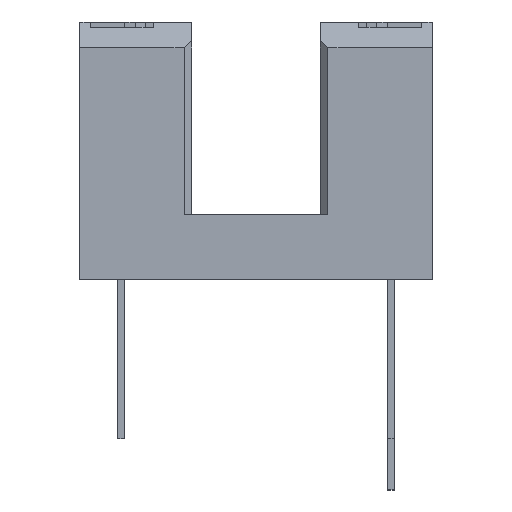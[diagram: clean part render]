
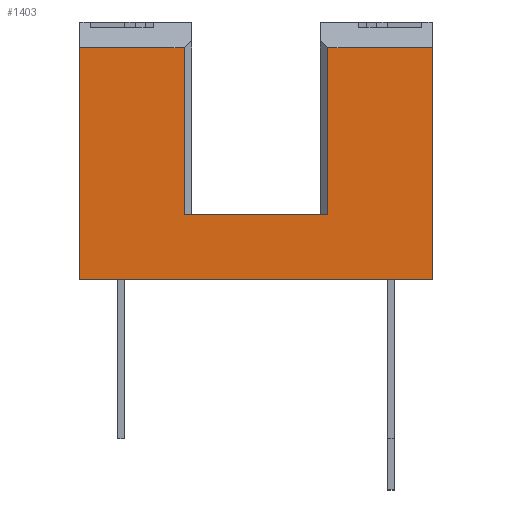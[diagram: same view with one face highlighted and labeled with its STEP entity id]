
A CAD part, top view. The second image highlights one B-rep face of the part: STEP entity #1403.
In plain terms, the highlighted planar face has unit normal (0, 0, 1).
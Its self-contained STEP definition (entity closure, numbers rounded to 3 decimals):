
#39 = EDGE_CURVE ( 'NONE', #534, #405, #1424, .T. ) ;
#72 = VERTEX_POINT ( 'NONE', #1436 ) ;
#165 = ORIENTED_EDGE ( 'NONE', *, *, #460, .T. ) ;
#168 = VERTEX_POINT ( 'NONE', #1527 ) ;
#283 = EDGE_CURVE ( 'NONE', #1400, #72, #2006, .T. ) ;
#288 = EDGE_CURVE ( 'NONE', #168, #1130, #2027, .T. ) ;
#301 = VERTEX_POINT ( 'NONE', #2091 ) ;
#370 = EDGE_LOOP ( 'NONE', ( #1289, #1168, #541, #444, #545, #898, #165, #961 ) ) ;
#405 = VERTEX_POINT ( 'NONE', #860 ) ;
#444 = ORIENTED_EDGE ( 'NONE', *, *, #283, .T. ) ;
#460 = EDGE_CURVE ( 'NONE', #168, #534, #1076, .T. ) ;
#534 = VERTEX_POINT ( 'NONE', #2177 ) ;
#541 = ORIENTED_EDGE ( 'NONE', *, *, #1190, .T. ) ;
#545 = ORIENTED_EDGE ( 'NONE', *, *, #1277, .T. ) ;
#546 = EDGE_CURVE ( 'NONE', #1161, #301, #2265, .T. ) ;
#557 = EDGE_CURVE ( 'NONE', #1161, #405, #2343, .T. ) ;
#860 = CARTESIAN_POINT ( 'NONE',  ( 8.05, 2.5, 1.25 ) ) ;
#898 = ORIENTED_EDGE ( 'NONE', *, *, #288, .F. ) ;
#961 = ORIENTED_EDGE ( 'NONE', *, *, #39, .T. ) ;
#1065 = CARTESIAN_POINT ( 'NONE',  ( -1.6, 9., 1.25 ) ) ;
#1070 = FACE_OUTER_BOUND ( 'NONE', #370, .T. ) ;
#1071 = PLANE ( 'NONE',  #1072 ) ;
#1072 = AXIS2_PLACEMENT_3D ( 'NONE', #1073, #1074, #1075 ) ;
#1073 = CARTESIAN_POINT ( 'NONE',  ( -1.6, 10., 1.25 ) ) ;
#1074 = DIRECTION ( 'NONE',  ( 0., 0., -1. ) ) ;
#1075 = DIRECTION ( 'NONE',  ( -1., 0., 0. ) ) ;
#1076 = LINE ( 'NONE', #1077, #1078 ) ;
#1077 = CARTESIAN_POINT ( 'NONE',  ( -1.6, 9., 1.25 ) ) ;
#1078 = VECTOR ( 'NONE', #1079, 1000. ) ;
#1079 = DIRECTION ( 'NONE',  ( -1., 0., 0. ) ) ;
#1130 = VERTEX_POINT ( 'NONE', #1428 ) ;
#1161 = VERTEX_POINT ( 'NONE', #1491 ) ;
#1168 = ORIENTED_EDGE ( 'NONE', *, *, #546, .T. ) ;
#1190 = EDGE_CURVE ( 'NONE', #301, #1400, #1600, .T. ) ;
#1277 = EDGE_CURVE ( 'NONE', #72, #1130, #2079, .T. ) ;
#1289 = ORIENTED_EDGE ( 'NONE', *, *, #557, .F. ) ;
#1400 = VERTEX_POINT ( 'NONE', #1065 ) ;
#1403 = ADVANCED_FACE ( 'NONE', ( #1070 ), #1071, .F. ) ;
#1424 = LINE ( 'NONE', #1425, #1426 ) ;
#1425 = CARTESIAN_POINT ( 'NONE',  ( 8.05, 10., 1.25 ) ) ;
#1426 = VECTOR ( 'NONE', #1427, 1000. ) ;
#1427 = DIRECTION ( 'NONE',  ( 0., -1., 0. ) ) ;
#1428 = CARTESIAN_POINT ( 'NONE',  ( 12.1, 0., 1.25 ) ) ;
#1436 = CARTESIAN_POINT ( 'NONE',  ( -1.6, 0., 1.25 ) ) ;
#1491 = CARTESIAN_POINT ( 'NONE',  ( 2.45, 2.5, 1.25 ) ) ;
#1527 = CARTESIAN_POINT ( 'NONE',  ( 12.1, 9., 1.25 ) ) ;
#1600 = LINE ( 'NONE', #1601, #1602 ) ;
#1601 = CARTESIAN_POINT ( 'NONE',  ( -1.6, 9., 1.25 ) ) ;
#1602 = VECTOR ( 'NONE', #1603, 1000. ) ;
#1603 = DIRECTION ( 'NONE',  ( -1., 0., 0. ) ) ;
#2006 = LINE ( 'NONE', #2007, #2008 ) ;
#2007 = CARTESIAN_POINT ( 'NONE',  ( -1.6, 10., 1.25 ) ) ;
#2008 = VECTOR ( 'NONE', #2009, 1000. ) ;
#2009 = DIRECTION ( 'NONE',  ( 0., -1., 0. ) ) ;
#2027 = LINE ( 'NONE', #2028, #2032 ) ;
#2028 = CARTESIAN_POINT ( 'NONE',  ( 12.1, 10., 1.25 ) ) ;
#2032 = VECTOR ( 'NONE', #2033, 1000. ) ;
#2033 = DIRECTION ( 'NONE',  ( 0., -1., 0. ) ) ;
#2079 = LINE ( 'NONE', #2080, #2081 ) ;
#2080 = CARTESIAN_POINT ( 'NONE',  ( -1.6, 0., 1.25 ) ) ;
#2081 = VECTOR ( 'NONE', #2082, 1000. ) ;
#2082 = DIRECTION ( 'NONE',  ( 1., 0., 0. ) ) ;
#2091 = CARTESIAN_POINT ( 'NONE',  ( 2.45, 9., 1.25 ) ) ;
#2177 = CARTESIAN_POINT ( 'NONE',  ( 8.05, 9., 1.25 ) ) ;
#2265 = LINE ( 'NONE', #2266, #2267 ) ;
#2266 = CARTESIAN_POINT ( 'NONE',  ( 2.45, 10., 1.25 ) ) ;
#2267 = VECTOR ( 'NONE', #2268, 1000. ) ;
#2268 = DIRECTION ( 'NONE',  ( 0., 1., 0. ) ) ;
#2343 = LINE ( 'NONE', #2344, #2345 ) ;
#2344 = CARTESIAN_POINT ( 'NONE',  ( 2.75, 2.5, 1.25 ) ) ;
#2345 = VECTOR ( 'NONE', #2346, 1000. ) ;
#2346 = DIRECTION ( 'NONE',  ( 1., 0., 0. ) ) ;
